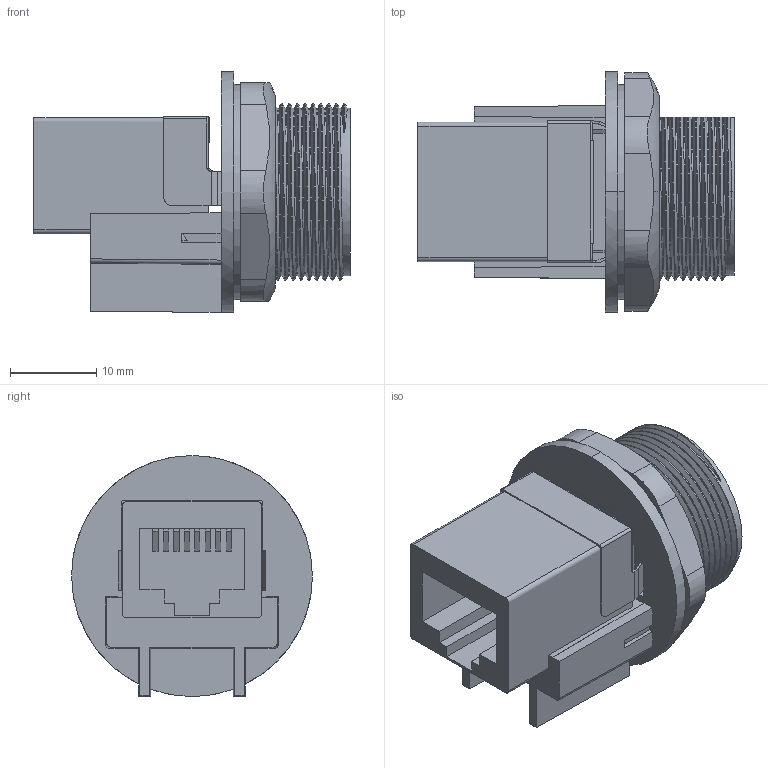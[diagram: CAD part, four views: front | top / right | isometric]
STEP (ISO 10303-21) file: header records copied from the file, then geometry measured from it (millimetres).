
FILE_DESCRIPTION (( 'STEP AP203' ), '1' );
FILE_NAME ('WPRJ-FTCAT5E.STEP', '2010-04-02T15:46:19', ( 'x' ), ( 'Microsoft' ), 'SwSTEP 2.0', 'SolidWorks 2010', '' );
FILE_SCHEMA (( 'CONFIG_CONTROL_DESIGN' ));
Length unit declared in the file: inch
Products named in the file (4): WPRJ-FTCAT5E; WPRJ-FTCAT5E-MA3; WPRJ-FTCAT5E-MA2; WPRJ-FTCAT5E-MA1
Assembly tree (3 placements, depth 2):
  WPRJ-FTCAT5E
    WPRJ-FTCAT5E-MA3
    WPRJ-FTCAT5E-MA1
    WPRJ-FTCAT5E-MA2
Bounding box: 36.76 x 28 x 28 mm (x, y, z)
Volume: 8250.6 mm3; surface area: 8878.4 mm2
Topology: 3 solids, 3 shells, 616 faces, 1767 edges, 1173 vertices
Faces by surface type: plane 311, cylinder 172, bspline 129, torus 2, cone 2
Entity records: 37842 total; most frequent: CARTESIAN_POINT 23274, ORIENTED_EDGE 3534, DIRECTION 1968, EDGE_CURVE 1767, VERTEX_POINT 1173, LINE 896, VECTOR 896, B_SPLINE_CURVE_WITH_KNOTS 821
